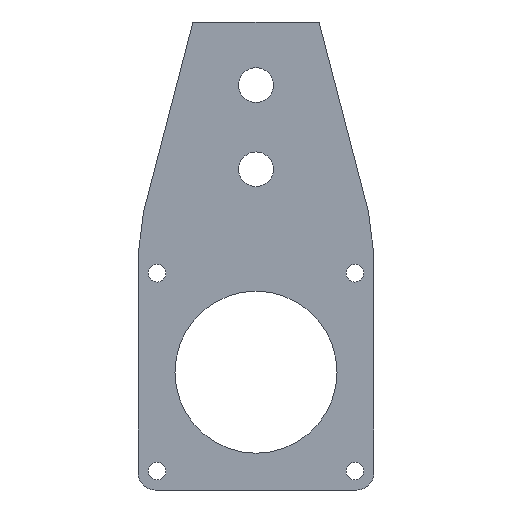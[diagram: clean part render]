
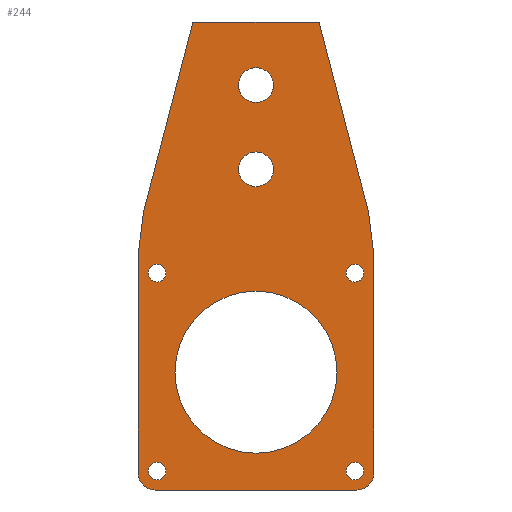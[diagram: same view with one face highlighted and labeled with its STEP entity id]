
A CAD part, front view. The second image highlights one B-rep face of the part: STEP entity #244.
In plain terms, the highlighted planar face has unit normal (0, -1, 0).
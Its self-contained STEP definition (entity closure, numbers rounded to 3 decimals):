
#18=CARTESIAN_POINT('',(-26.7,-3.0,38.21));
#19=VERTEX_POINT('',#18);
#26=CARTESIAN_POINT('',(-15.0,-3.0,83.21));
#27=VERTEX_POINT('',#26);
#28=CARTESIAN_POINT('',(-26.227,-3.0,40.029));
#29=DIRECTION('',(-0.252,0.0,-0.968));
#30=VECTOR('',#29,1.0);
#31=LINE('',#28,#30);
#32=EDGE_CURVE('no 499',#27,#19,#31,.T.);
#58=CARTESIAN_POINT('',(26.7,-3.0,38.21));
#59=VERTEX_POINT('',#58);
#74=CARTESIAN_POINT('',(15.0,-3.0,83.21));
#75=VERTEX_POINT('',#74);
#82=CARTESIAN_POINT('',(26.227,-3.0,40.029));
#83=DIRECTION('',(-0.252,-0.0,0.968));
#84=VECTOR('',#83,1.0);
#85=LINE('',#82,#84);
#86=EDGE_CURVE('no 503',#59,#75,#85,.T.);
#96=CARTESIAN_POINT('',(-4.125,-3.0,68.21));
#97=VERTEX_POINT('',#96);
#98=CARTESIAN_POINT('',(0.0,-3.0,68.21));
#99=DIRECTION('',(0.0,1.0,0.0));
#100=DIRECTION('',(-1.0,0.0,0.0));
#101=AXIS2_PLACEMENT_3D('',#98,#99,#100);
#102=CIRCLE('',#101,4.125);
#103=EDGE_CURVE('no 795',#97,#97,#102,.T.);
#104=ORIENTED_EDGE('',*,*,#103,.T.);
#105=EDGE_LOOP('',(#104));
#106=FACE_OUTER_BOUND('',#105,.T.);
#107=CARTESIAN_POINT('',(-4.125,-3.0,48.21));
#108=VERTEX_POINT('',#107);
#109=CARTESIAN_POINT('',(0.0,-3.0,48.21));
#110=DIRECTION('',(0.0,1.0,0.0));
#111=DIRECTION('',(-1.0,0.0,0.0));
#112=AXIS2_PLACEMENT_3D('',#109,#110,#111);
#113=CIRCLE('',#112,4.125);
#114=EDGE_CURVE('no 819',#108,#108,#113,.T.);
#115=ORIENTED_EDGE('',*,*,#114,.T.);
#116=EDGE_LOOP('',(#115));
#117=FACE_BOUND('',#116,.T.);
#118=ORIENTED_EDGE('',*,*,#32,.T.);
#119=CARTESIAN_POINT('',(-28.0,-3.0,28.0));
#120=VERTEX_POINT('',#119);
#121=CARTESIAN_POINT('',(-26.7,-3.0,38.21));
#122=DIRECTION('',(-0.126,0.0,-0.992));
#123=VECTOR('',#122,1.0);
#124=LINE('',#121,#123);
#125=EDGE_CURVE('no 1979',#19,#120,#124,.T.);
#126=ORIENTED_EDGE('',*,*,#125,.T.);
#127=CARTESIAN_POINT('',(-28.0,-3.0,-24.0));
#128=VERTEX_POINT('',#127);
#129=CARTESIAN_POINT('',(-28.0,-3.0,28.0));
#130=DIRECTION('',(0.0,0.0,1.0));
#131=VECTOR('',#130,1.0);
#132=LINE('',#129,#131);
#133=EDGE_CURVE('no 2126',#128,#120,#132,.T.);
#134=ORIENTED_EDGE('',*,*,#133,.F.);
#135=CARTESIAN_POINT('',(-24.0,-3.0,-28.0));
#136=VERTEX_POINT('',#135);
#137=CARTESIAN_POINT('',(-24.0,-3.0,-24.0));
#138=DIRECTION('',(0.0,1.0,0.0));
#139=DIRECTION('',(0.0,0.0,-1.0));
#140=AXIS2_PLACEMENT_3D('',#137,#138,#139);
#141=CIRCLE('',#140,4.0);
#142=EDGE_CURVE('no 2117',#136,#128,#141,.T.);
#143=ORIENTED_EDGE('',*,*,#142,.F.);
#144=CARTESIAN_POINT('',(24.0,-3.0,-28.0));
#145=VERTEX_POINT('',#144);
#146=CARTESIAN_POINT('',(-24.0,-3.0,-28.0));
#147=DIRECTION('',(-1.0,0.0,0.0));
#148=VECTOR('',#147,1.0);
#149=LINE('',#146,#148);
#150=EDGE_CURVE('no 2115',#145,#136,#149,.T.);
#151=ORIENTED_EDGE('',*,*,#150,.F.);
#152=CARTESIAN_POINT('',(28.0,-3.0,-24.0));
#153=VERTEX_POINT('',#152);
#154=CARTESIAN_POINT('',(24.0,-3.0,-24.0));
#155=DIRECTION('',(0.0,1.0,0.0));
#156=DIRECTION('',(0.0,0.0,-1.0));
#157=AXIS2_PLACEMENT_3D('',#154,#155,#156);
#158=CIRCLE('',#157,4.0);
#159=EDGE_CURVE('no 2113',#153,#145,#158,.T.);
#160=ORIENTED_EDGE('',*,*,#159,.F.);
#161=CARTESIAN_POINT('',(28.0,-3.0,28.0));
#162=VERTEX_POINT('',#161);
#163=CARTESIAN_POINT('',(28.0,-3.0,28.0));
#164=DIRECTION('',(0.0,0.0,-1.0));
#165=VECTOR('',#164,1.0);
#166=LINE('',#163,#165);
#167=EDGE_CURVE('no 2138',#162,#153,#166,.T.);
#168=ORIENTED_EDGE('',*,*,#167,.F.);
#169=CARTESIAN_POINT('',(28.0,-3.0,28.0));
#170=DIRECTION('',(-0.126,0.0,0.992));
#171=VECTOR('',#170,1.0);
#172=LINE('',#169,#171);
#173=EDGE_CURVE('no 1993',#162,#59,#172,.T.);
#174=ORIENTED_EDGE('',*,*,#173,.T.);
#175=ORIENTED_EDGE('',*,*,#86,.T.);
#176=CARTESIAN_POINT('',(0.0,-3.0,83.21));
#177=DIRECTION('',(-1.0,0.0,0.0));
#178=VECTOR('',#177,1.0);
#179=LINE('',#176,#178);
#180=EDGE_CURVE('no 506',#75,#27,#179,.T.);
#181=ORIENTED_EDGE('',*,*,#180,.T.);
#182=EDGE_LOOP('',(#118,#126,#134,#143,#151,#160,#168,#174,#175,#181));
#183=FACE_BOUND('',#182,.T.);
#184=CARTESIAN_POINT('',(0.0,-3.0,19.25));
#185=VERTEX_POINT('',#184);
#186=CARTESIAN_POINT('',(0.0,-3.0,0.0));
#187=DIRECTION('',(0.0,1.0,0.0));
#188=DIRECTION('',(0.0,0.0,1.0));
#189=AXIS2_PLACEMENT_3D('',#186,#187,#188);
#190=CIRCLE('',#189,19.25);
#191=EDGE_CURVE('no 2121',#185,#185,#190,.T.);
#192=ORIENTED_EDGE('',*,*,#191,.T.);
#193=EDGE_LOOP('',(#192));
#194=FACE_BOUND('',#193,.T.);
#195=CARTESIAN_POINT('',(-23.5,-3.0,25.6));
#196=VERTEX_POINT('',#195);
#197=CARTESIAN_POINT('',(-23.5,-3.0,23.5));
#198=DIRECTION('',(0.0,1.0,0.0));
#199=DIRECTION('',(0.0,0.0,1.0));
#200=AXIS2_PLACEMENT_3D('',#197,#198,#199);
#201=CIRCLE('',#200,2.1);
#202=EDGE_CURVE('no 2122',#196,#196,#201,.T.);
#203=ORIENTED_EDGE('',*,*,#202,.T.);
#204=EDGE_LOOP('',(#203));
#205=FACE_BOUND('',#204,.T.);
#206=CARTESIAN_POINT('',(23.5,-3.0,25.6));
#207=VERTEX_POINT('',#206);
#208=CARTESIAN_POINT('',(23.5,-3.0,23.5));
#209=DIRECTION('',(0.0,1.0,0.0));
#210=DIRECTION('',(0.0,0.0,1.0));
#211=AXIS2_PLACEMENT_3D('',#208,#209,#210);
#212=CIRCLE('',#211,2.1);
#213=EDGE_CURVE('no 2123',#207,#207,#212,.T.);
#214=ORIENTED_EDGE('',*,*,#213,.T.);
#215=EDGE_LOOP('',(#214));
#216=FACE_BOUND('',#215,.T.);
#217=CARTESIAN_POINT('',(23.496,-3.0,-21.4));
#218=VERTEX_POINT('',#217);
#219=CARTESIAN_POINT('',(23.496,-3.0,-23.5));
#220=DIRECTION('',(0.0,1.0,0.0));
#221=DIRECTION('',(0.0,0.0,1.0));
#222=AXIS2_PLACEMENT_3D('',#219,#220,#221);
#223=CIRCLE('',#222,2.1);
#224=EDGE_CURVE('no 2124',#218,#218,#223,.T.);
#225=ORIENTED_EDGE('',*,*,#224,.T.);
#226=EDGE_LOOP('',(#225));
#227=FACE_BOUND('',#226,.T.);
#228=CARTESIAN_POINT('',(-23.5,-3.0,-21.4));
#229=VERTEX_POINT('',#228);
#230=CARTESIAN_POINT('',(-23.5,-3.0,-23.5));
#231=DIRECTION('',(0.0,1.0,0.0));
#232=DIRECTION('',(0.0,0.0,1.0));
#233=AXIS2_PLACEMENT_3D('',#230,#231,#232);
#234=CIRCLE('',#233,2.1);
#235=EDGE_CURVE('no 2125',#229,#229,#234,.T.);
#236=ORIENTED_EDGE('',*,*,#235,.T.);
#237=EDGE_LOOP('',(#236));
#238=FACE_BOUND('',#237,.T.);
#239=CARTESIAN_POINT('',(0.0,-3.0,33.21));
#240=DIRECTION('',(0.0,-1.0,-0.0));
#241=DIRECTION('',(1.0,0.0,0.0));
#242=AXIS2_PLACEMENT_3D('',#239,#240,#241);
#243=PLANE('',#242);
#244=ADVANCED_FACE('no 535',(#106,#117,#183,#194,#205,#216,#227,#238),#243,.T.);
